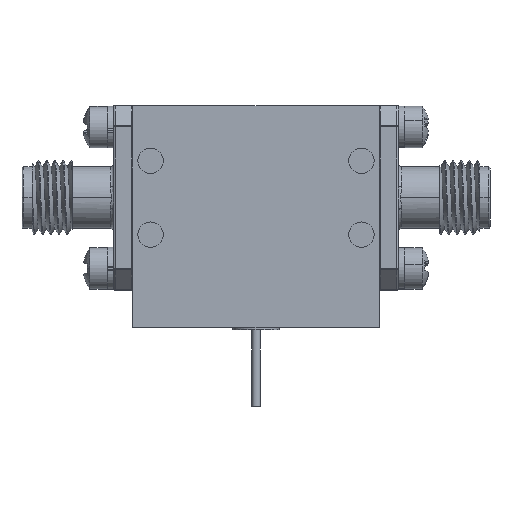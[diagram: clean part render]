
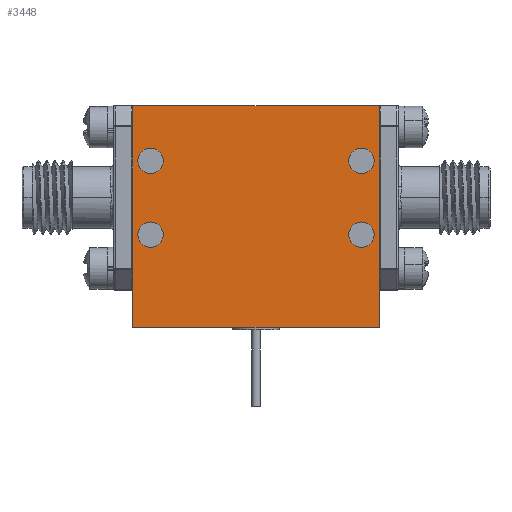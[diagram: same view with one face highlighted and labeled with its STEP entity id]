
A CAD part, front view. The second image highlights one B-rep face of the part: STEP entity #3448.
In plain terms, the highlighted planar face has unit normal (0, -1, 0).
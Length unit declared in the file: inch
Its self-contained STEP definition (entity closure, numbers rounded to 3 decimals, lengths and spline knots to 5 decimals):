
#141 = LINE ( 'NONE', #4893, #11597 ) ;
#264 = VERTEX_POINT ( 'NONE', #6399 ) ;
#288 = CIRCLE ( 'NONE', #3602, 0.043 ) ;
#324 = EDGE_CURVE ( 'NONE', #1511, #7451, #1483, .T. ) ;
#381 = CARTESIAN_POINT ( 'NONE',  ( 0.774, -0.365, -0.143 ) ) ;
#393 = EDGE_CURVE ( 'NONE', #7451, #1511, #8857, .T. ) ;
#449 = CARTESIAN_POINT ( 'NONE',  ( 0.774, -0.365, -0.186 ) ) ;
#515 = AXIS2_PLACEMENT_3D ( 'NONE', #5798, #9244, #2865 ) ;
#538 = CIRCLE ( 'NONE', #9652, 0.043 ) ;
#680 = LINE ( 'NONE', #8034, #3883 ) ;
#687 = DIRECTION ( 'NONE',  ( 0., 0., 1. ) ) ;
#813 = FACE_BOUND ( 'NONE', #9904, .T. ) ;
#1031 = DIRECTION ( 'NONE',  ( 0., -1., 0. ) ) ;
#1064 = ORIENTED_EDGE ( 'NONE', *, *, #9853, .F. ) ;
#1198 = ORIENTED_EDGE ( 'NONE', *, *, #393, .F. ) ;
#1281 = CARTESIAN_POINT ( 'NONE',  ( 0., -0.365, 0. ) ) ;
#1483 = CIRCLE ( 'NONE', #7687, 0.043 ) ;
#1511 = VERTEX_POINT ( 'NONE', #4973 ) ;
#1704 = AXIS2_PLACEMENT_3D ( 'NONE', #4812, #6690, #10444 ) ;
#1880 = EDGE_LOOP ( 'NONE', ( #5456, #9049, #5296, #1064 ) ) ;
#1885 = DIRECTION ( 'NONE',  ( 0., 0., -1. ) ) ;
#1925 = AXIS2_PLACEMENT_3D ( 'NONE', #10251, #4682, #3584 ) ;
#1982 = ORIENTED_EDGE ( 'NONE', *, *, #324, .F. ) ;
#2138 = CARTESIAN_POINT ( 'NONE',  ( 0.774, -0.365, -0.479 ) ) ;
#2301 = ORIENTED_EDGE ( 'NONE', *, *, #10887, .F. ) ;
#2442 = DIRECTION ( 'NONE',  ( 0., -1., 0. ) ) ;
#2553 = EDGE_CURVE ( 'NONE', #6327, #11137, #288, .T. ) ;
#2623 = DIRECTION ( 'NONE',  ( 0., 0., -1. ) ) ;
#2630 = DIRECTION ( 'NONE',  ( 0., -1., 0. ) ) ;
#2742 = ORIENTED_EDGE ( 'NONE', *, *, #11321, .F. ) ;
#2754 = DIRECTION ( 'NONE',  ( 0., -1., 0. ) ) ;
#2755 = VERTEX_POINT ( 'NONE', #1281 ) ;
#2810 = PLANE ( 'NONE',  #2976 ) ;
#2857 = CARTESIAN_POINT ( 'NONE',  ( 0.834, -0.365, -0.75 ) ) ;
#2865 = DIRECTION ( 'NONE',  ( 0., 0., -1. ) ) ;
#2891 = CARTESIAN_POINT ( 'NONE',  ( 0., -0.365, 0. ) ) ;
#2945 = DIRECTION ( 'NONE',  ( 0., -1., 0. ) ) ;
#2959 = DIRECTION ( 'NONE',  ( 1., 0., 0. ) ) ;
#2976 = AXIS2_PLACEMENT_3D ( 'NONE', #9245, #2754, #3605 ) ;
#3448 = ADVANCED_FACE ( 'NONE', ( #813, #7482, #8222, #11129, #11932 ), #2810, .T. ) ;
#3584 = DIRECTION ( 'NONE',  ( 0., 0., -1. ) ) ;
#3602 = AXIS2_PLACEMENT_3D ( 'NONE', #449, #2442, #11621 ) ;
#3605 = DIRECTION ( 'NONE',  ( 0., 0., -1. ) ) ;
#3822 = CARTESIAN_POINT ( 'NONE',  ( 0.06, -0.365, -0.436 ) ) ;
#3883 = VECTOR ( 'NONE', #7122, 39.37008 ) ;
#4130 = VERTEX_POINT ( 'NONE', #9638 ) ;
#4264 = AXIS2_PLACEMENT_3D ( 'NONE', #3822, #1031, #4614 ) ;
#4460 = DIRECTION ( 'NONE',  ( 0., -1., 0. ) ) ;
#4524 = EDGE_LOOP ( 'NONE', ( #4625, #5442 ) ) ;
#4614 = DIRECTION ( 'NONE',  ( 0., 0., -1. ) ) ;
#4625 = ORIENTED_EDGE ( 'NONE', *, *, #7341, .F. ) ;
#4682 = DIRECTION ( 'NONE',  ( 0., -1., 0. ) ) ;
#4812 = CARTESIAN_POINT ( 'NONE',  ( 0.06, -0.365, -0.186 ) ) ;
#4826 = CIRCLE ( 'NONE', #4264, 0.043 ) ;
#4893 = CARTESIAN_POINT ( 'NONE',  ( 0., -0.365, 0. ) ) ;
#4973 = CARTESIAN_POINT ( 'NONE',  ( 0.774, -0.365, -0.393 ) ) ;
#5010 = CARTESIAN_POINT ( 'NONE',  ( 0., -0.365, -0.75 ) ) ;
#5296 = ORIENTED_EDGE ( 'NONE', *, *, #7222, .F. ) ;
#5319 = CARTESIAN_POINT ( 'NONE',  ( 0.774, -0.365, -0.436 ) ) ;
#5442 = ORIENTED_EDGE ( 'NONE', *, *, #2553, .F. ) ;
#5456 = ORIENTED_EDGE ( 'NONE', *, *, #7091, .F. ) ;
#5719 = VERTEX_POINT ( 'NONE', #5010 ) ;
#5798 = CARTESIAN_POINT ( 'NONE',  ( 0.774, -0.365, -0.436 ) ) ;
#6065 = EDGE_LOOP ( 'NONE', ( #2301, #8504 ) ) ;
#6095 = VERTEX_POINT ( 'NONE', #9176 ) ;
#6327 = VERTEX_POINT ( 'NONE', #381 ) ;
#6399 = CARTESIAN_POINT ( 'NONE',  ( 0.06, -0.365, -0.393 ) ) ;
#6505 = CARTESIAN_POINT ( 'NONE',  ( 0.834, -0.365, 0. ) ) ;
#6690 = DIRECTION ( 'NONE',  ( 0., -1., 0. ) ) ;
#6743 = VECTOR ( 'NONE', #1885, 39.37008 ) ;
#6744 = CARTESIAN_POINT ( 'NONE',  ( 0.774, -0.365, -0.229 ) ) ;
#7091 = EDGE_CURVE ( 'NONE', #5719, #2755, #141, .T. ) ;
#7122 = DIRECTION ( 'NONE',  ( -1., 0., 0. ) ) ;
#7222 = EDGE_CURVE ( 'NONE', #6095, #7224, #7302, .T. ) ;
#7224 = VERTEX_POINT ( 'NONE', #2857 ) ;
#7302 = LINE ( 'NONE', #6505, #6743 ) ;
#7341 = EDGE_CURVE ( 'NONE', #11137, #6327, #538, .T. ) ;
#7451 = VERTEX_POINT ( 'NONE', #2138 ) ;
#7482 = FACE_BOUND ( 'NONE', #4524, .T. ) ;
#7560 = CARTESIAN_POINT ( 'NONE',  ( 0.06, -0.365, -0.186 ) ) ;
#7687 = AXIS2_PLACEMENT_3D ( 'NONE', #5319, #2630, #11931 ) ;
#7898 = EDGE_CURVE ( 'NONE', #4130, #8131, #11990, .T. ) ;
#8034 = CARTESIAN_POINT ( 'NONE',  ( 0., -0.365, -0.75 ) ) ;
#8131 = VERTEX_POINT ( 'NONE', #8140 ) ;
#8140 = CARTESIAN_POINT ( 'NONE',  ( 0.06, -0.365, -0.229 ) ) ;
#8222 = FACE_BOUND ( 'NONE', #11774, .T. ) ;
#8272 = EDGE_CURVE ( 'NONE', #264, #9621, #4826, .T. ) ;
#8382 = AXIS2_PLACEMENT_3D ( 'NONE', #7560, #2945, #8464 ) ;
#8464 = DIRECTION ( 'NONE',  ( 0., 0., -1. ) ) ;
#8504 = ORIENTED_EDGE ( 'NONE', *, *, #8272, .F. ) ;
#8857 = CIRCLE ( 'NONE', #515, 0.043 ) ;
#9049 = ORIENTED_EDGE ( 'NONE', *, *, #10855, .F. ) ;
#9059 = CARTESIAN_POINT ( 'NONE',  ( 0.774, -0.365, -0.186 ) ) ;
#9176 = CARTESIAN_POINT ( 'NONE',  ( 0.834, -0.365, 0. ) ) ;
#9244 = DIRECTION ( 'NONE',  ( 0., -1., 0. ) ) ;
#9245 = CARTESIAN_POINT ( 'NONE',  ( 0., -0.365, 0. ) ) ;
#9621 = VERTEX_POINT ( 'NONE', #11898 ) ;
#9638 = CARTESIAN_POINT ( 'NONE',  ( 0.06, -0.365, -0.143 ) ) ;
#9652 = AXIS2_PLACEMENT_3D ( 'NONE', #9059, #4460, #2623 ) ;
#9853 = EDGE_CURVE ( 'NONE', #2755, #6095, #11210, .T. ) ;
#9904 = EDGE_LOOP ( 'NONE', ( #2742, #10512 ) ) ;
#10251 = CARTESIAN_POINT ( 'NONE',  ( 0.06, -0.365, -0.436 ) ) ;
#10316 = CIRCLE ( 'NONE', #8382, 0.043 ) ;
#10444 = DIRECTION ( 'NONE',  ( 0., 0., -1. ) ) ;
#10512 = ORIENTED_EDGE ( 'NONE', *, *, #7898, .F. ) ;
#10855 = EDGE_CURVE ( 'NONE', #7224, #5719, #680, .T. ) ;
#10887 = EDGE_CURVE ( 'NONE', #9621, #264, #11233, .T. ) ;
#11129 = FACE_BOUND ( 'NONE', #6065, .T. ) ;
#11137 = VERTEX_POINT ( 'NONE', #6744 ) ;
#11210 = LINE ( 'NONE', #2891, #11308 ) ;
#11233 = CIRCLE ( 'NONE', #1925, 0.043 ) ;
#11308 = VECTOR ( 'NONE', #2959, 39.37008 ) ;
#11321 = EDGE_CURVE ( 'NONE', #8131, #4130, #10316, .T. ) ;
#11597 = VECTOR ( 'NONE', #687, 39.37008 ) ;
#11621 = DIRECTION ( 'NONE',  ( 0., 0., -1. ) ) ;
#11774 = EDGE_LOOP ( 'NONE', ( #1198, #1982 ) ) ;
#11898 = CARTESIAN_POINT ( 'NONE',  ( 0.06, -0.365, -0.479 ) ) ;
#11931 = DIRECTION ( 'NONE',  ( 0., 0., -1. ) ) ;
#11932 = FACE_OUTER_BOUND ( 'NONE', #1880, .T. ) ;
#11990 = CIRCLE ( 'NONE', #1704, 0.043 ) ;
